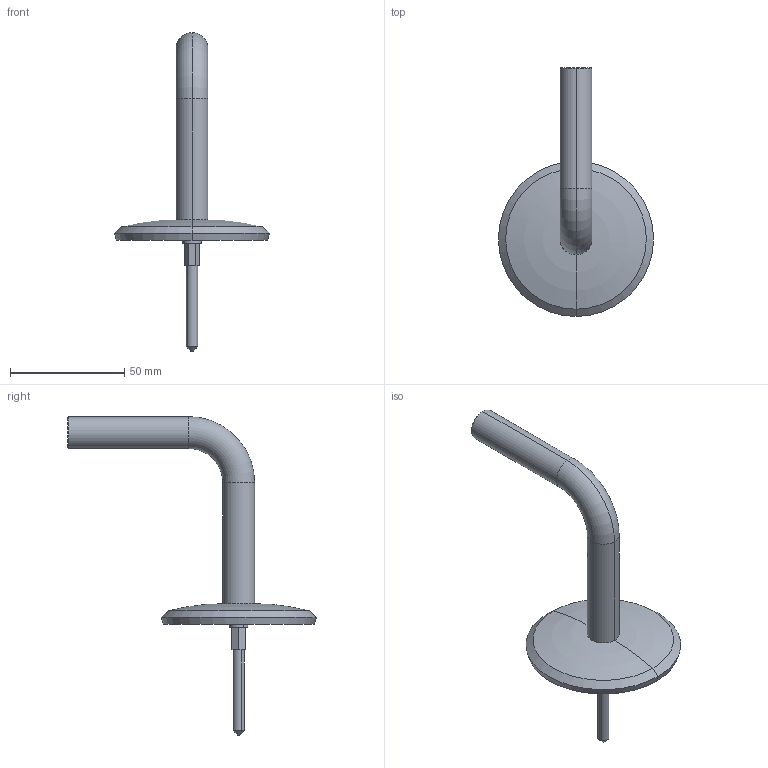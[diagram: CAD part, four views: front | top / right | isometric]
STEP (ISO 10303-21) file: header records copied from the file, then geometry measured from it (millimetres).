
FILE_DESCRIPTION (( 'STEP AP203' ), '1' );
FILE_NAME ('50199-240.STEP', '2020-09-17T09:00:38', ( '' ), ( '' ), 'SwSTEP 2.0', 'SolidWorks 2018', '' );
FILE_SCHEMA (( 'CONFIG_CONTROL_DESIGN' ));
Length unit declared in the file: millimetre
Products named in the file (8): 50199-240 Teil3_50199-240 Teil 4; 50199-240; 50199-240 Teil2_50199-240 Teil2; 50199-240 Teil3; 50199-240 Teil1_50199-240 Teil1; 50199-240 Teil1; 50199-240 Teil2
Assembly tree (4 placements, depth 2):
  50199-240
    50199-240 Teil3
  50199-240
    50199-240 Teil1_50199-240 Teil1
    50199-240 Teil2_50199-240 Teil2
    50199-240 Teil3_50199-240 Teil 4
  50199-240 Teil1
  50199-240 Teil2
Bounding box: 68 x 109 x 139.76 mm (x, y, z)
Volume: 40312.8 mm3; surface area: 16629.7 mm2
Topology: 3 solids, 3 shells, 262 faces, 671 edges, 441 vertices
Faces by surface type: plane 107, bspline 98, torus 31, cone 14, cylinder 12
Entity records: 13736 total; most frequent: CARTESIAN_POINT 7660, ORIENTED_EDGE 1334, DIRECTION 673, EDGE_CURVE 667, VERTEX_POINT 437, B_SPLINE_CURVE_WITH_KNOTS 388, EDGE_LOOP 290, FACE_OUTER_BOUND 262
